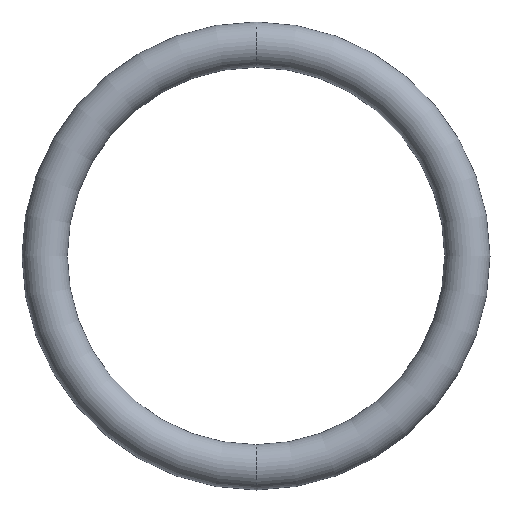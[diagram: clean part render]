
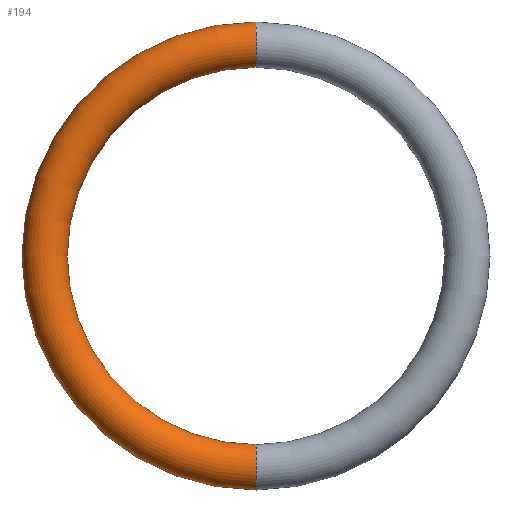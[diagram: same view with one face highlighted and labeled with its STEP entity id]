
A CAD part, front view. The second image highlights one B-rep face of the part: STEP entity #194.
In plain terms, the highlighted toroidal (fillet/blend) face has major radius 14 mm and minor radius 1.5 mm.
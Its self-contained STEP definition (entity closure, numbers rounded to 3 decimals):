
#2 = CARTESIAN_POINT ( 'NONE',  ( 0., 0., 0. ) ) ;
#18 = EDGE_LOOP ( 'NONE', ( #184, #230, #227, #24 ) ) ;
#19 = EDGE_CURVE ( 'NONE', #87, #204, #124, .T. ) ;
#24 = ORIENTED_EDGE ( 'NONE', *, *, #34, .F. ) ;
#25 = DIRECTION ( 'NONE',  ( 0., -1., 0. ) ) ;
#32 = VERTEX_POINT ( 'NONE', #58 ) ;
#34 = EDGE_CURVE ( 'NONE', #204, #32, #168, .T. ) ;
#46 = DIRECTION ( 'NONE',  ( -1., 0., 0. ) ) ;
#47 = CIRCLE ( 'NONE', #206, 15.5 ) ;
#48 = CARTESIAN_POINT ( 'NONE',  ( 0., 0., 0. ) ) ;
#58 = CARTESIAN_POINT ( 'NONE',  ( 0., 0., -12.5 ) ) ;
#66 = DIRECTION ( 'NONE',  ( 0., 0., -1. ) ) ;
#70 = DIRECTION ( 'NONE',  ( 0., 0., -1. ) ) ;
#80 = TOROIDAL_SURFACE ( 'NONE', #198, 14., 1.5 ) ;
#82 = EDGE_CURVE ( 'NONE', #87, #160, #47, .T. ) ;
#87 = VERTEX_POINT ( 'NONE', #93 ) ;
#93 = CARTESIAN_POINT ( 'NONE',  ( 0., 0., 15.5 ) ) ;
#114 = CARTESIAN_POINT ( 'NONE',  ( 0., 0., -15.5 ) ) ;
#124 = CIRCLE ( 'NONE', #237, 1.5 ) ;
#136 = CARTESIAN_POINT ( 'NONE',  ( 0., 0., -14. ) ) ;
#137 = CARTESIAN_POINT ( 'NONE',  ( 0., 0., 0. ) ) ;
#146 = FACE_OUTER_BOUND ( 'NONE', #18, .T. ) ;
#152 = DIRECTION ( 'NONE',  ( 0., 0., -1. ) ) ;
#154 = DIRECTION ( 'NONE',  ( 0., 0., 1. ) ) ;
#156 = EDGE_CURVE ( 'NONE', #160, #32, #210, .T. ) ;
#160 = VERTEX_POINT ( 'NONE', #114 ) ;
#168 = CIRCLE ( 'NONE', #267, 12.5 ) ;
#170 = CARTESIAN_POINT ( 'NONE',  ( 0., 0., 14. ) ) ;
#173 = CARTESIAN_POINT ( 'NONE',  ( 0., 0., 12.5 ) ) ;
#184 = ORIENTED_EDGE ( 'NONE', *, *, #19, .F. ) ;
#194 = ADVANCED_FACE ( 'NONE', ( #146 ), #80, .T. ) ;
#198 = AXIS2_PLACEMENT_3D ( 'NONE', #137, #25, #217 ) ;
#204 = VERTEX_POINT ( 'NONE', #173 ) ;
#206 = AXIS2_PLACEMENT_3D ( 'NONE', #48, #238, #66 ) ;
#210 = CIRCLE ( 'NONE', #223, 1.5 ) ;
#217 = DIRECTION ( 'NONE',  ( 0., 0., -1. ) ) ;
#223 = AXIS2_PLACEMENT_3D ( 'NONE', #136, #46, #154 ) ;
#227 = ORIENTED_EDGE ( 'NONE', *, *, #156, .T. ) ;
#230 = ORIENTED_EDGE ( 'NONE', *, *, #82, .T. ) ;
#237 = AXIS2_PLACEMENT_3D ( 'NONE', #170, #252, #152 ) ;
#238 = DIRECTION ( 'NONE',  ( 0., -1., 0. ) ) ;
#239 = DIRECTION ( 'NONE',  ( 0., -1., 0. ) ) ;
#252 = DIRECTION ( 'NONE',  ( 1., 0., 0. ) ) ;
#267 = AXIS2_PLACEMENT_3D ( 'NONE', #2, #239, #70 ) ;
